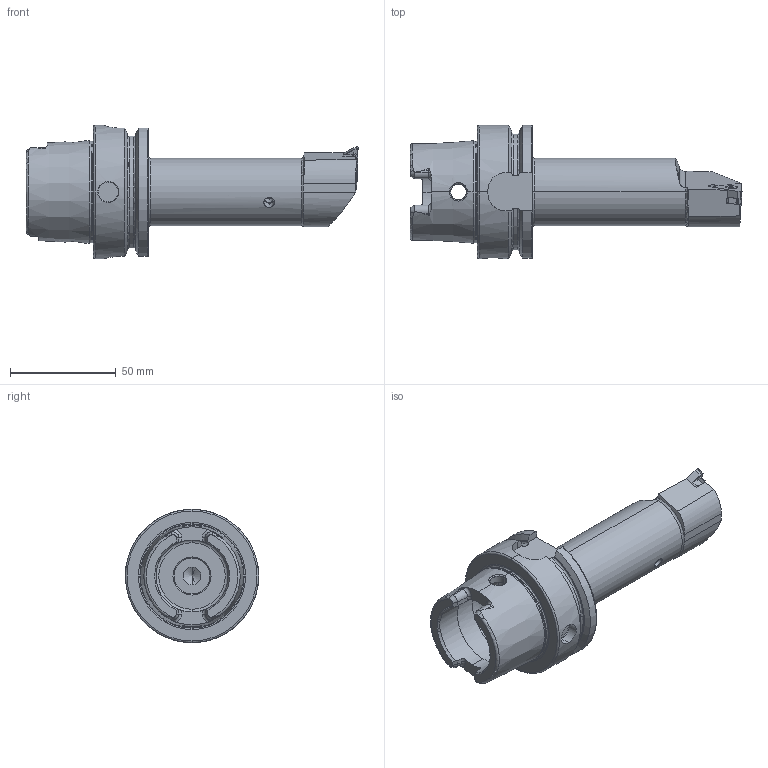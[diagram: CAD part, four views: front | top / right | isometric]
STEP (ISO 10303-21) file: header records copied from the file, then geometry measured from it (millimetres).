
FILE_DESCRIPTION (( 'STEP AP214' ), '1' );
FILE_NAME ('HA6-BGB.LGA.125.STEP', '2015-02-16T15:00:17', ( 'SWIAdmin' ), ( 'Hewlett-Packard Company' ), 'SwSTEP 2.0', 'SolidWorks 2012', '' );
FILE_SCHEMA (( 'AUTOMOTIVE_DESIGN' ));
Length unit declared in the file: millimetre
Products named in the file (6): WGB-ER3.001.007_A; LT16ER; WGB-ER2.102.003_A; WGB-ER2.001.012_A; HA6-BGB.LGA.125_A_Fertigbearbeitung; HA6-BGB.LGA.125
Assembly tree (5 placements, depth 2):
  HA6-BGB.LGA.125
    HA6-BGB.LGA.125_A_Fertigbearbeitung
    WGB-ER2.001.012_A
    WGB-ER2.102.003_A
    LT16ER
    WGB-ER3.001.007_A
Bounding box: 156.9 x 63 x 63 mm (x, y, z)
Volume: 148997.9 mm3; surface area: 34969.1 mm2
Topology: 5 solids, 5 shells, 332 faces, 863 edges, 540 vertices
Faces by surface type: plane 113, cylinder 112, cone 57, torus 38, bspline 12
Entity records: 12696 total; most frequent: CARTESIAN_POINT 3883, ORIENTED_EDGE 1710, DIRECTION 1641, EDGE_CURVE 855, AXIS2_PLACEMENT_3D 635, VERTEX_POINT 540, VECTOR 371, LINE 371
